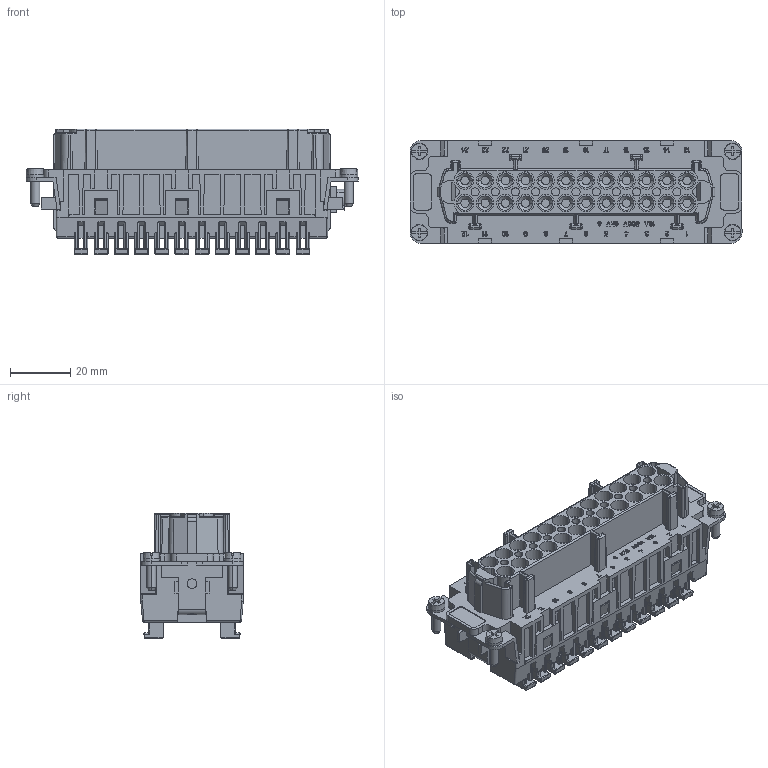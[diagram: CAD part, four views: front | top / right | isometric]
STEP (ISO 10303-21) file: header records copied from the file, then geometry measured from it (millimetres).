
FILE_DESCRIPTION(('Creo Elements/Direct Modeling STEP Export'),'2;1');
FILE_NAME('0ln7uvk5aj4n3v81164','2021-05-06T 9:28:31',(''),(''),'Creo Elements/Direct Modeling STEP processor for AP214 (Solid Model)','Creo Elements/Direct Modeling 20.1B 02-Apr-2019 (C) Parametric Technology GmbH','');
FILE_SCHEMA(('AUTOMOTIVE_DESIGN { 1 0 10303 214 1 1 1 1 }'));
Products named in the file (2): RSHF_24
Assembly tree (1 placements, depth 2):
  RSHF_24
    RSHF_24
Bounding box: 110.2 x 34 x 41.7 mm (x, y, z)
Volume: 80462.3 mm3; surface area: 34112.3 mm2
Topology: 1 solids, 1 shells, 2909 faces, 11554 edges, 8820 vertices
Faces by surface type: plane 1703, cylinder 864, bspline 154, cone 112, torus 48, sphere 28
Entity records: 148963 total; most frequent: CARTESIAN_POINT 43803, ORIENTED_EDGE 22956, DIRECTION 16434, EDGE_CURVE 11478, VECTOR 8876, LINE 8876, VERTEX_POINT 8820, AXIS2_PLACEMENT_3D 3779
